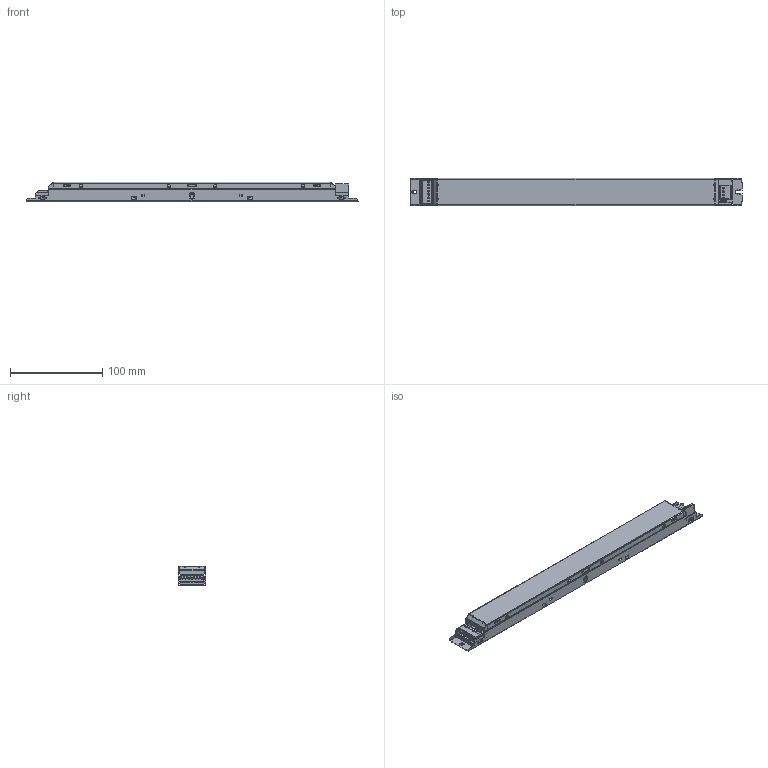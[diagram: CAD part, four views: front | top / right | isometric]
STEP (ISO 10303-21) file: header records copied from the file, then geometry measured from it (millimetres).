
FILE_DESCRIPTION(('Creo Elements/Direct Modeling STEP Export'),'2;1');
FILE_NAME('3D_M10.3.stp','2019-10-02T14:08:50',(''),(''),'PTC Creo Elements/Direct Modeling STEP processor for AP214 (Solid Model)','PTC Creo Elements/Direct Modeling 19.0E 27-Jun-2016 (C) Parametric Technology GmbH','');
FILE_SCHEMA(('AUTOMOTIVE_DESIGN { 1 0 10303 214 1 1 1 1 }'));
Products named in the file (2): M10.3
Assembly tree (1 placements, depth 2):
  M10.3
    M10.3
Bounding box: 359 x 30 x 21 mm (x, y, z)
Volume: 34706.9 mm3; surface area: 90171.4 mm2
Topology: 1 solids, 1 shells, 2092 faces, 5749 edges, 3673 vertices
Faces by surface type: plane 1180, cylinder 579, extrusion 156, bspline 92, sphere 57, cone 28
Entity records: 103834 total; most frequent: CARTESIAN_POINT 35056, ORIENTED_EDGE 11388, DIRECTION 9722, EDGE_CURVE 5694, VECTOR 3946, LINE 3790, VERTEX_POINT 3673, AXIS2_PLACEMENT_3D 2888
